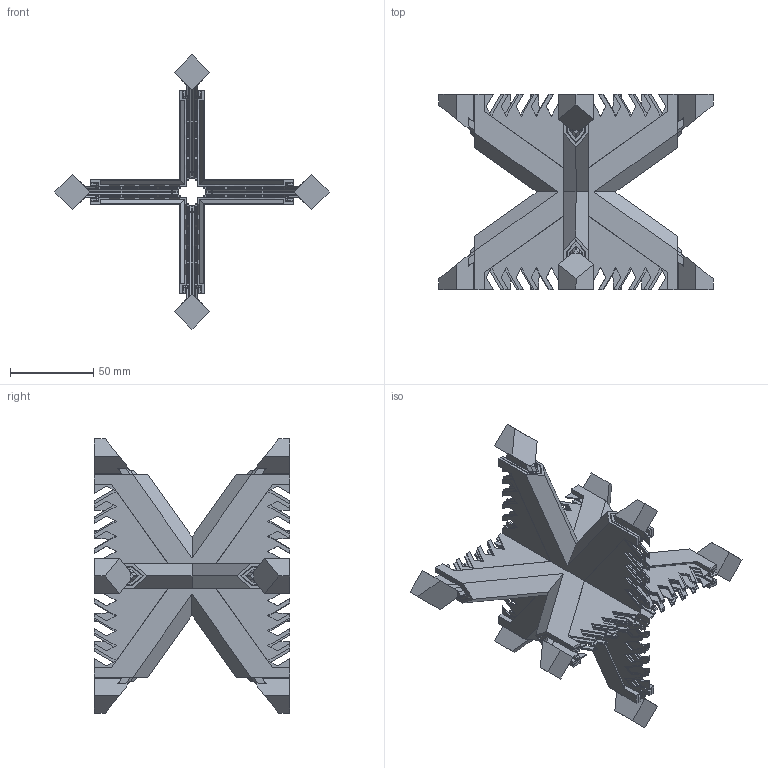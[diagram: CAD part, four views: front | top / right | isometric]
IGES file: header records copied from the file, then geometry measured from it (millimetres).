
Start section: SolidWorks IGES file using analytic representation for surfaces
Global section: file name: FinalPartIGS.IGS; native system: SolidWorks 2015; preprocessor: SolidWorks 2015; author: Diego; date: 170330.000816; units: millimetre
Bounding box: 164.59 x 117.08 x 164.59 mm (x, y, z)
Surface area: 237829.8 mm2 (no closed solid volume)
Topology: 0 solids, 0 shells, 2424 faces, 13784 edges, 13784 vertices
Faces by surface type: bspline 2352, revolution 72
